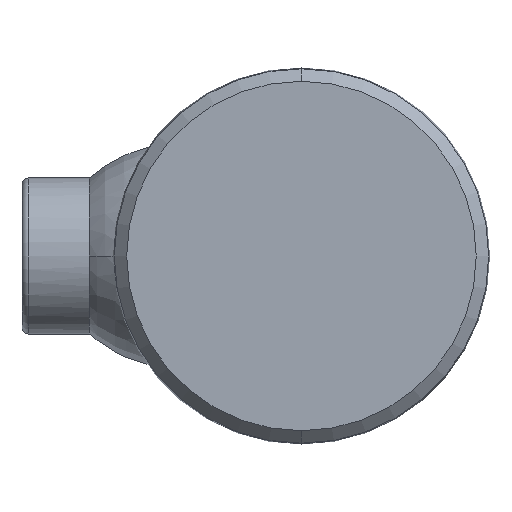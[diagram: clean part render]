
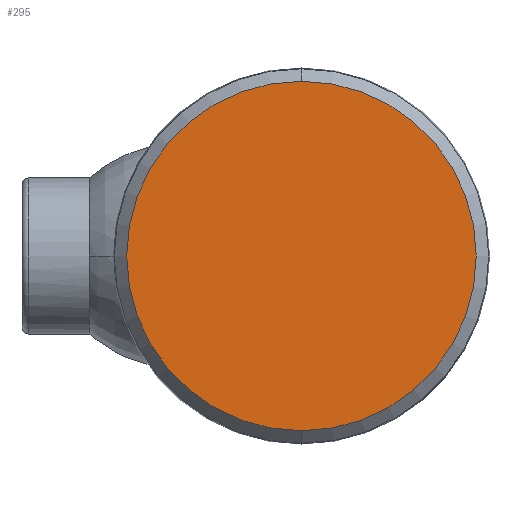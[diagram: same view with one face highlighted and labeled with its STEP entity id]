
A CAD part, left-side view. The second image highlights one B-rep face of the part: STEP entity #295.
In plain terms, the highlighted planar face has unit normal (-1, 0, 0).
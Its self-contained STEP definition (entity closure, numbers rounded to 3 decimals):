
#242 = CARTESIAN_POINT ( 'NONE',  ( 0., 0., 28. ) ) ;
#295 = ADVANCED_FACE ( 'NONE', ( #1623 ), #2855, .F. ) ;
#480 = EDGE_CURVE ( 'NONE', #1706, #3259, #1106, .T. ) ;
#555 = CARTESIAN_POINT ( 'NONE',  ( 0., 0., -28. ) ) ;
#642 = ORIENTED_EDGE ( 'NONE', *, *, #480, .T. ) ;
#702 = CIRCLE ( 'NONE', #1606, 28. ) ;
#992 = AXIS2_PLACEMENT_3D ( 'NONE', #3096, #2923, #3104 ) ;
#1106 = CIRCLE ( 'NONE', #992, 28. ) ;
#1422 = AXIS2_PLACEMENT_3D ( 'NONE', #2980, #1640, #2358 ) ;
#1475 = EDGE_LOOP ( 'NONE', ( #642, #1568 ) ) ;
#1568 = ORIENTED_EDGE ( 'NONE', *, *, #1745, .T. ) ;
#1606 = AXIS2_PLACEMENT_3D ( 'NONE', #1867, #3218, #2044 ) ;
#1623 = FACE_OUTER_BOUND ( 'NONE', #1475, .T. ) ;
#1640 = DIRECTION ( 'NONE',  ( 1., 0., 0. ) ) ;
#1706 = VERTEX_POINT ( 'NONE', #555 ) ;
#1745 = EDGE_CURVE ( 'NONE', #3259, #1706, #702, .T. ) ;
#1867 = CARTESIAN_POINT ( 'NONE',  ( 0., 0., 0. ) ) ;
#2044 = DIRECTION ( 'NONE',  ( 0., 0., -1. ) ) ;
#2358 = DIRECTION ( 'NONE',  ( 0., 0., -1. ) ) ;
#2855 = PLANE ( 'NONE',  #1422 ) ;
#2923 = DIRECTION ( 'NONE',  ( -1., 0., 0. ) ) ;
#2980 = CARTESIAN_POINT ( 'NONE',  ( 0., 0., 0. ) ) ;
#3096 = CARTESIAN_POINT ( 'NONE',  ( 0., 0., 0. ) ) ;
#3104 = DIRECTION ( 'NONE',  ( 0., 0., -1. ) ) ;
#3218 = DIRECTION ( 'NONE',  ( -1., 0., 0. ) ) ;
#3259 = VERTEX_POINT ( 'NONE', #242 ) ;
